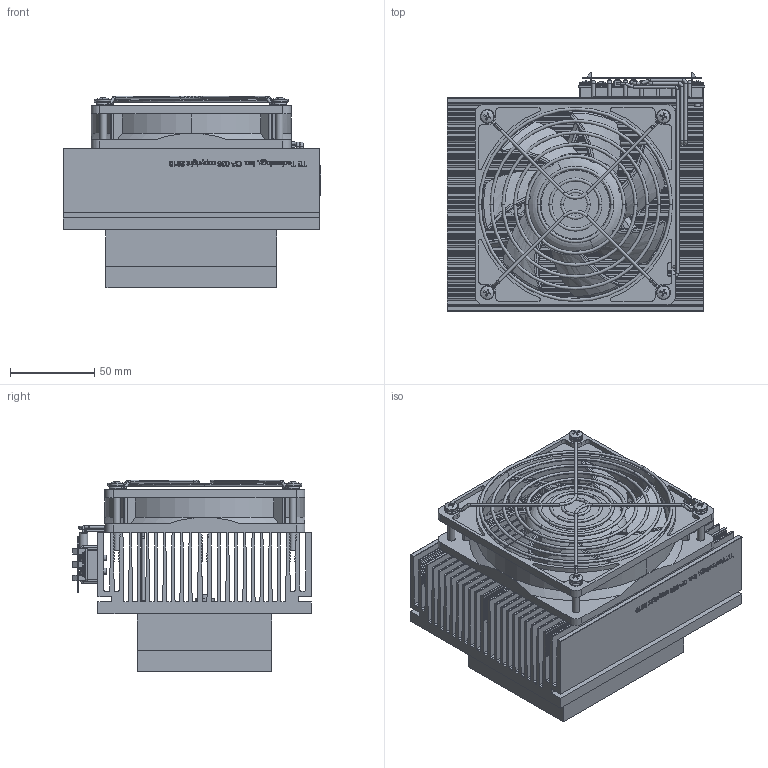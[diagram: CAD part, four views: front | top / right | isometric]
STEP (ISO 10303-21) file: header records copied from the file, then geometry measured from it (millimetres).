
FILE_DESCRIPTION(/* description */ ('Alibre Inc.'),/* implementation_level */ '2;1');
FILE_NAME(/* name */ 'export-2FCF3B61-DD7C-4CA0-8F3B-950B824059E0',/* time_stamp */ '2021-07-23T16:38:02-04:00',/* author */ (''),/* organization */ (''),/* preprocessor_version */ 'ST-DEVELOPER v17',/* originating_system */ 'Alibre',/* authorisation */ '');
FILE_SCHEMA (('AUTOMOTIVE_DESIGN'));
Length unit declared in the file: inch
Products named in the file (44): sc120_w5_RIB; sc120_w5_RING; sc120_w5; rev E; 12025G_RIBLESS
Bounding box: 153.16 x 142.19 x 113.91 mm (x, y, z)
Volume: 862188.6 mm3; surface area: 503980.1 mm2
Topology: 125 solids, 125 shells, 3389 faces, 8913 edges, 5852 vertices
Faces by surface type: plane 1969, cylinder 645, bspline 502, torus 178, sphere 49, cone 46
Full cylindrical faces by diameter (mm): 1.422 x10, 1.524 x2, 1.829 x14, 2.459 x2, 2.642 x18, 3.048 x6, 3.242 x4, 3.505 x23, 4.134 x4, 4.166 x8, 4.216 x2, 4.267 x2, 4.318 x4, 4.699 x4, 5.588 x2, 5.74 x2, 6.299 x2, 6.35 x2, 6.858 x21, 7.493 x4, 8.179 x4, 9.525 x2, 10.312 x2, 11.125 x2, 12.7 x2
Entity records: 83959 total; most frequent: CARTESIAN_POINT 28108, ORIENTED_EDGE 12638, DIRECTION 8669, EDGE_CURVE 6319, VERTEX_POINT 4215, VECTOR 3432, LINE 3432, AXIS2_PLACEMENT_3D 3230
